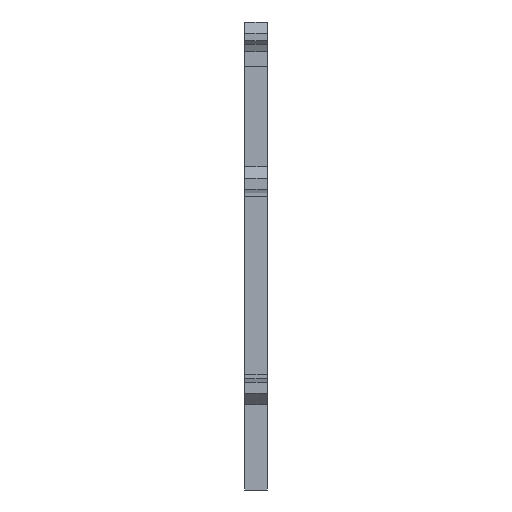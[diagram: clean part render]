
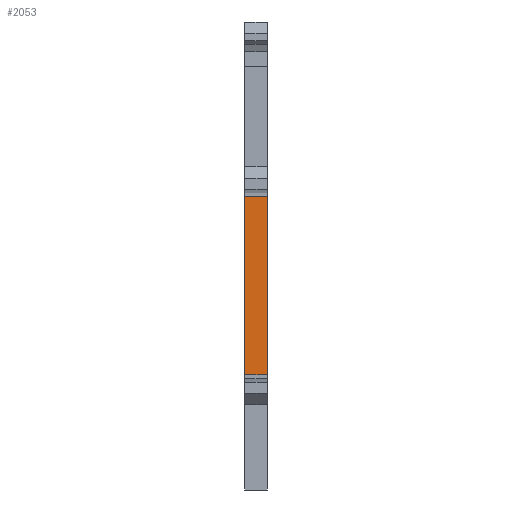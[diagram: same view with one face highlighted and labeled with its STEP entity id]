
A CAD part, left-side view. The second image highlights one B-rep face of the part: STEP entity #2053.
In plain terms, the highlighted planar face has unit normal (-1, 0, 0).
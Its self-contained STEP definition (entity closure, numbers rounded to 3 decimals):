
#215 = AXIS2_PLACEMENT_3D ( 'NONE', #2669, #2662, #2657 ) ;
#419 = FACE_OUTER_BOUND ( 'NONE', #2511, .T. ) ;
#1035 = ORIENTED_EDGE ( 'NONE', *, *, #2525, .F. ) ;
#1041 = ORIENTED_EDGE ( 'NONE', *, *, #2528, .F. ) ;
#1043 = ORIENTED_EDGE ( 'NONE', *, *, #2529, .T. ) ;
#1049 = ORIENTED_EDGE ( 'NONE', *, *, #2517, .T. ) ;
#1489 = CARTESIAN_POINT ( 'NONE',  ( -53., -14., 0. ) ) ;
#1493 = DIRECTION ( 'NONE',  ( 0., -1., 0. ) ) ;
#1506 = DIRECTION ( 'NONE',  ( 0., 0., -1. ) ) ;
#1545 = DIRECTION ( 'NONE',  ( 0., 0., -1. ) ) ;
#1566 = CARTESIAN_POINT ( 'NONE',  ( -53., -14., 12. ) ) ;
#1662 = CARTESIAN_POINT ( 'NONE',  ( -53., -17., 0. ) ) ;
#1740 = DIRECTION ( 'NONE',  ( 0., -1., 0. ) ) ;
#1765 = CARTESIAN_POINT ( 'NONE',  ( -53., -14., -12. ) ) ;
#2053 = ADVANCED_FACE ( 'NONE', ( #419 ), #2671, .T. ) ;
#2139 = VECTOR ( 'NONE', #1493, 1000. ) ;
#2151 = VECTOR ( 'NONE', #1545, 1000. ) ;
#2157 = LINE ( 'NONE', #1566, #2139 ) ;
#2193 = LINE ( 'NONE', #1489, #2207 ) ;
#2207 = VECTOR ( 'NONE', #1506, 1000. ) ;
#2211 = VECTOR ( 'NONE', #1740, 1000. ) ;
#2217 = LINE ( 'NONE', #1662, #2151 ) ;
#2230 = LINE ( 'NONE', #1765, #2211 ) ;
#2511 = EDGE_LOOP ( 'NONE', ( #1035, #1041, #1043, #1049 ) ) ;
#2517 = EDGE_CURVE ( 'NONE', #3558, #3482, #2230, .T. ) ;
#2525 = EDGE_CURVE ( 'NONE', #3492, #3482, #2217, .T. ) ;
#2528 = EDGE_CURVE ( 'NONE', #2654, #3492, #2157, .T. ) ;
#2529 = EDGE_CURVE ( 'NONE', #2654, #3558, #2193, .T. ) ;
#2654 = VERTEX_POINT ( 'NONE', #3442 ) ;
#2657 = DIRECTION ( 'NONE',  ( 0., 0., 1. ) ) ;
#2662 = DIRECTION ( 'NONE',  ( -1., 0., 0. ) ) ;
#2669 = CARTESIAN_POINT ( 'NONE',  ( -53., -14., 0. ) ) ;
#2671 = PLANE ( 'NONE',  #215 ) ;
#3428 = CARTESIAN_POINT ( 'NONE',  ( -53., -14., -12. ) ) ;
#3442 = CARTESIAN_POINT ( 'NONE',  ( -53., -14., 12. ) ) ;
#3482 = VERTEX_POINT ( 'NONE', #3741 ) ;
#3492 = VERTEX_POINT ( 'NONE', #3623 ) ;
#3558 = VERTEX_POINT ( 'NONE', #3428 ) ;
#3623 = CARTESIAN_POINT ( 'NONE',  ( -53., -17., 12. ) ) ;
#3741 = CARTESIAN_POINT ( 'NONE',  ( -53., -17., -12. ) ) ;
